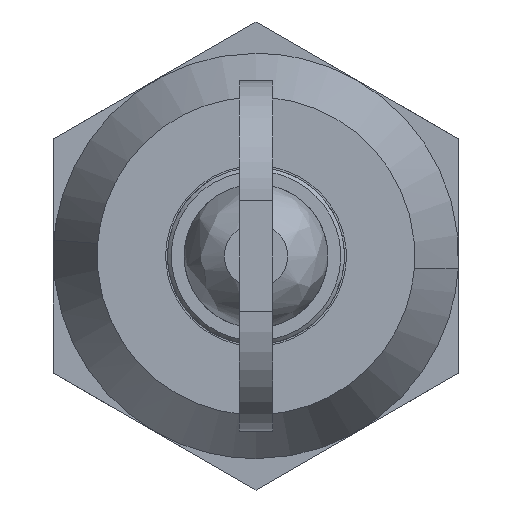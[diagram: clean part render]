
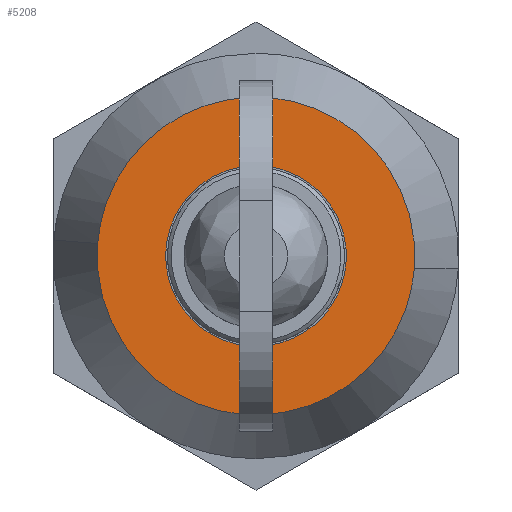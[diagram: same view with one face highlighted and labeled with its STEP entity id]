
A CAD part, front view. The second image highlights one B-rep face of the part: STEP entity #5208.
In plain terms, the highlighted free-form (B-spline) face has degree [1, 1] with [2, 2] control points.
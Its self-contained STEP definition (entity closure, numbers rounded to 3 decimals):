
#3258=CARTESIAN_POINT('',(0.,8.595,0.676));
#3259=VERTEX_POINT('',#3258);
#3265=CARTESIAN_POINT('',(0.,0.0,8.622));
#3266=VERTEX_POINT('',#3265);
#3267=CARTESIAN_POINT('',(0.,0.0,8.622));
#3268=CARTESIAN_POINT('',(0.,7.97,8.622));
#3269=CARTESIAN_POINT('',(0.,8.595,0.676));
#3277=(BOUNDED_CURVE()B_SPLINE_CURVE(2,(#3267,#3268,#3269),.UNSPECIFIED.,.F.,.U.)B_SPLINE_CURVE_WITH_KNOTS((3,3),(0.0,0.236),.UNSPECIFIED.)CURVE()GEOMETRIC_REPRESENTATION_ITEM()RATIONAL_B_SPLINE_CURVE((1.0,0.723,0.97))REPRESENTATION_ITEM(''));
#3278=EDGE_CURVE('',#3266,#3259,#3277,.T.);
#3280=CARTESIAN_POINT('',(0.,-8.595,-0.676));
#3281=VERTEX_POINT('',#3280);
#3282=CARTESIAN_POINT('',(0.,-8.595,-0.676));
#3283=CARTESIAN_POINT('',(0.,-8.622,-0.339));
#3284=CARTESIAN_POINT('',(0.,-8.622,0.0));
#3285=CARTESIAN_POINT('',(0.,-8.622,8.622));
#3286=CARTESIAN_POINT('',(0.,0.0,8.622));
#3294=(BOUNDED_CURVE()B_SPLINE_CURVE(2,(#3282,#3283,#3284,#3285,#3286),.UNSPECIFIED.,.F.,.U.)B_SPLINE_CURVE_WITH_KNOTS((3,2,3),(0.736,0.75,1.0),.UNSPECIFIED.)CURVE()GEOMETRIC_REPRESENTATION_ITEM()RATIONAL_B_SPLINE_CURVE((0.97,0.984,1.0,0.707,1.0))REPRESENTATION_ITEM(''));
#3295=EDGE_CURVE('',#3281,#3266,#3294,.T.);
#3332=CARTESIAN_POINT('',(0.,0.0,-8.622));
#3333=VERTEX_POINT('',#3332);
#3334=CARTESIAN_POINT('',(0.,0.0,-8.622));
#3335=CARTESIAN_POINT('',(0.,-7.97,-8.622));
#3336=CARTESIAN_POINT('',(0.,-8.595,-0.676));
#3344=(BOUNDED_CURVE()B_SPLINE_CURVE(2,(#3334,#3335,#3336),.UNSPECIFIED.,.F.,.U.)B_SPLINE_CURVE_WITH_KNOTS((3,3),(0.5,0.736),.UNSPECIFIED.)CURVE()GEOMETRIC_REPRESENTATION_ITEM()RATIONAL_B_SPLINE_CURVE((1.0,0.723,0.97))REPRESENTATION_ITEM(''));
#3345=EDGE_CURVE('',#3333,#3281,#3344,.T.);
#3347=CARTESIAN_POINT('',(0.,8.595,0.676));
#3348=CARTESIAN_POINT('',(0.,8.622,0.339));
#3349=CARTESIAN_POINT('',(0.,8.622,0.0));
#3350=CARTESIAN_POINT('',(0.,8.622,-8.622));
#3351=CARTESIAN_POINT('',(0.,0.0,-8.622));
#3359=(BOUNDED_CURVE()B_SPLINE_CURVE(2,(#3347,#3348,#3349,#3350,#3351),.UNSPECIFIED.,.F.,.U.)B_SPLINE_CURVE_WITH_KNOTS((3,2,3),(0.236,0.25,0.5),.UNSPECIFIED.)CURVE()GEOMETRIC_REPRESENTATION_ITEM()RATIONAL_B_SPLINE_CURVE((0.97,0.984,1.0,0.707,1.0))REPRESENTATION_ITEM(''));
#3360=EDGE_CURVE('',#3259,#3333,#3359,.T.);
#3738=CARTESIAN_POINT('',(0.,0.875,6.4));
#3739=VERTEX_POINT('',#3738);
#3740=CARTESIAN_POINT('',(0.0,0.875,4.821));
#3741=VERTEX_POINT('',#3740);
#3742=CARTESIAN_POINT('',(0.,0.875,6.4));
#3743=CARTESIAN_POINT('',(0.0,0.875,4.821));
#3744=QUASI_UNIFORM_CURVE('',1,(#3742,#3743),.UNSPECIFIED.,.F.,.U.);
#3745=EDGE_CURVE('',#3739,#3741,#3744,.T.);
#3766=CARTESIAN_POINT('',(0.0,-0.875,6.4));
#3767=VERTEX_POINT('',#3766);
#3768=CARTESIAN_POINT('',(0.0,-0.875,6.4));
#3769=CARTESIAN_POINT('',(0.,0.875,6.4));
#3770=QUASI_UNIFORM_CURVE('',1,(#3768,#3769),.UNSPECIFIED.,.F.,.U.);
#3771=EDGE_CURVE('',#3767,#3739,#3770,.T.);
#3788=CARTESIAN_POINT('',(0.0,-0.875,4.821));
#3789=VERTEX_POINT('',#3788);
#3790=CARTESIAN_POINT('',(0.0,-0.875,4.821));
#3791=CARTESIAN_POINT('',(0.0,-0.875,6.4));
#3792=QUASI_UNIFORM_CURVE('',1,(#3790,#3791),.UNSPECIFIED.,.F.,.U.);
#3793=EDGE_CURVE('',#3789,#3767,#3792,.T.);
#3831=CARTESIAN_POINT('',(0.0,0.875,4.821));
#3832=CARTESIAN_POINT('',(0.0,5.282,4.021));
#3833=CARTESIAN_POINT('',(0.0,4.88,-0.439));
#3834=CARTESIAN_POINT('',(0.0,4.479,-4.9));
#3835=CARTESIAN_POINT('',(0.0,0.0,-4.9));
#3836=CARTESIAN_POINT('',(0.0,-4.479,-4.9));
#3837=CARTESIAN_POINT('',(0.0,-4.88,-0.439));
#3838=CARTESIAN_POINT('',(0.0,-5.282,4.021));
#3839=CARTESIAN_POINT('',(0.0,-0.875,4.821));
#3847=(BOUNDED_CURVE()B_SPLINE_CURVE(2,(#3831,#3832,#3833,#3834,#3835,#3836,#3837,#3838,#3839),.UNSPECIFIED.,.F.,.U.)B_SPLINE_CURVE_WITH_KNOTS((3,2,2,2,3),(0.0,0.25,0.5,0.75,1.0),.UNSPECIFIED.)CURVE()GEOMETRIC_REPRESENTATION_ITEM()RATIONAL_B_SPLINE_CURVE((1.0,0.738,1.0,0.738,1.0,0.738,1.0,0.738,1.0))REPRESENTATION_ITEM(''));
#3848=EDGE_CURVE('',#3741,#3789,#3847,.T.);
#5191=CARTESIAN_POINT('',(0.,-9.48,-9.483));
#5192=CARTESIAN_POINT('',(0.,-9.48,9.483));
#5193=CARTESIAN_POINT('',(0.,9.48,-9.483));
#5194=CARTESIAN_POINT('',(0.,9.48,9.483));
#5195=B_SPLINE_SURFACE_WITH_KNOTS('',1,1,((#5191,#5193),(#5192,#5194)),.UNSPECIFIED.,.F.,.F.,.U.,(2,2),(2,2),(0.0,18.966),(0.0,18.961),.UNSPECIFIED.);
#5196=ORIENTED_EDGE('',*,*,#3278,.T.);
#5197=ORIENTED_EDGE('',*,*,#3360,.T.);
#5198=ORIENTED_EDGE('',*,*,#3345,.T.);
#5199=ORIENTED_EDGE('',*,*,#3295,.T.);
#5200=EDGE_LOOP('',(#5196,#5197,#5198,#5199));
#5201=FACE_OUTER_BOUND('',#5200,.T.);
#5202=ORIENTED_EDGE('',*,*,#3848,.F.);
#5203=ORIENTED_EDGE('',*,*,#3745,.F.);
#5204=ORIENTED_EDGE('',*,*,#3771,.F.);
#5205=ORIENTED_EDGE('',*,*,#3793,.F.);
#5206=EDGE_LOOP('',(#5202,#5203,#5204,#5205));
#5207=FACE_BOUND('',#5206,.T.);
#5208=ADVANCED_FACE('',(#5201,#5207),#5195,.T.);
